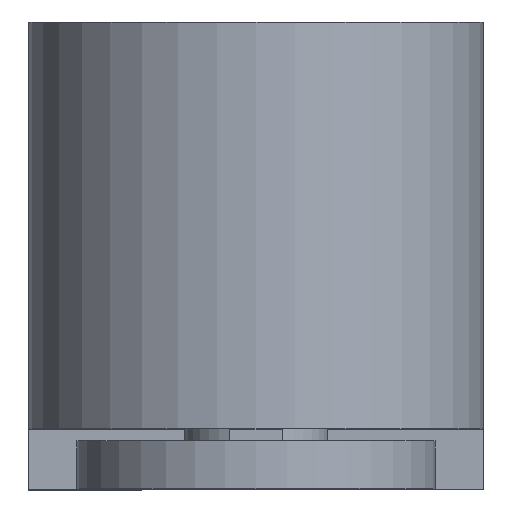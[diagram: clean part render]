
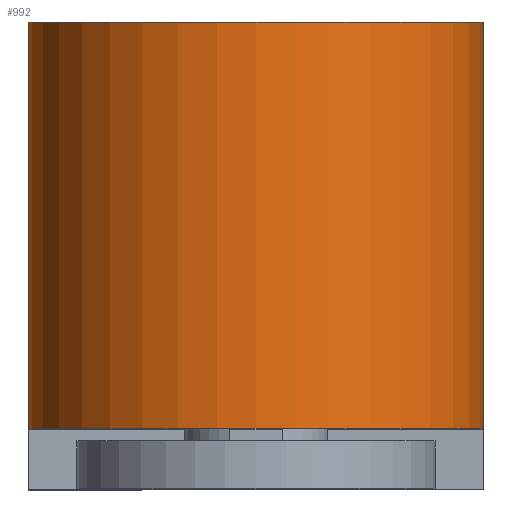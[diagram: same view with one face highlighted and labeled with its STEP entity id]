
A CAD part, top view. The second image highlights one B-rep face of the part: STEP entity #992.
In plain terms, the highlighted cylindrical face has radius 9.5 mm (diameter 19 mm), a partial arc.
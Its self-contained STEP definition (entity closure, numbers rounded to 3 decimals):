
#951=CARTESIAN_POINT('',(0.655,-0.052,31.));
#952=DIRECTION('',(0.,1.0,0.0));
#953=DIRECTION('',(1.0,0.0,0.0));
#954=AXIS2_PLACEMENT_3D('',#951,#952,#953);
#955=CYLINDRICAL_SURFACE('',#954,9.5);
#956=CARTESIAN_POINT('',(10.155,16.948,31.));
#957=VERTEX_POINT('',#956);
#958=CARTESIAN_POINT('',(-8.845,16.948,31.));
#959=VERTEX_POINT('',#958);
#960=CARTESIAN_POINT('',(0.655,16.948,31.));
#961=DIRECTION('',(0.0,-1.0,0.0));
#962=DIRECTION('',(1.0,0.0,0.0));
#963=AXIS2_PLACEMENT_3D('',#960,#961,#962);
#964=CIRCLE('',#963,9.5);
#965=EDGE_CURVE('',#957,#959,#964,.T.);
#966=ORIENTED_EDGE('',*,*,#965,.T.);
#967=CARTESIAN_POINT('',(-8.845,-0.052,31.));
#968=VERTEX_POINT('',#967);
#969=CARTESIAN_POINT('',(-8.845,-0.052,31.));
#970=DIRECTION('',(0.0,1.0,0.0));
#971=VECTOR('',#970,17.0);
#972=LINE('',#969,#971);
#973=EDGE_CURVE('',#968,#959,#972,.T.);
#974=ORIENTED_EDGE('',*,*,#973,.F.);
#975=CARTESIAN_POINT('',(10.155,-0.052,31.));
#976=VERTEX_POINT('',#975);
#977=CARTESIAN_POINT('',(0.655,-0.052,31.));
#978=DIRECTION('',(0.0,-1.0,0.0));
#979=DIRECTION('',(1.0,0.0,0.0));
#980=AXIS2_PLACEMENT_3D('',#977,#978,#979);
#981=CIRCLE('',#980,9.5);
#982=EDGE_CURVE('',#976,#968,#981,.T.);
#983=ORIENTED_EDGE('',*,*,#982,.F.);
#984=CARTESIAN_POINT('',(10.155,-0.052,31.));
#985=DIRECTION('',(0.0,1.0,0.0));
#986=VECTOR('',#985,17.0);
#987=LINE('',#984,#986);
#988=EDGE_CURVE('',#976,#957,#987,.T.);
#989=ORIENTED_EDGE('',*,*,#988,.T.);
#990=EDGE_LOOP('',(#966,#974,#983,#989));
#991=FACE_OUTER_BOUND('',#990,.T.);
#992=ADVANCED_FACE('',(#991),#955,.T.);
